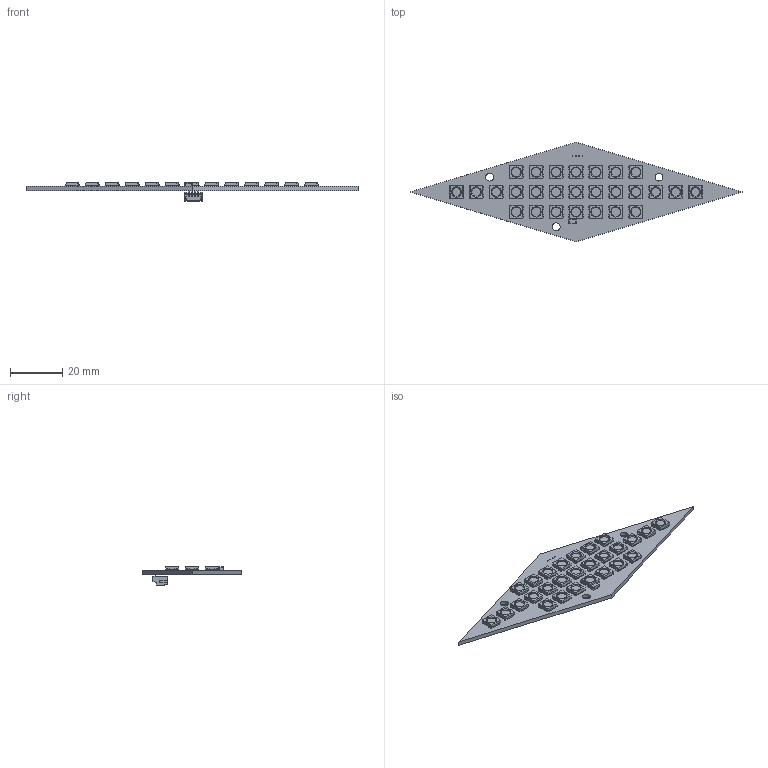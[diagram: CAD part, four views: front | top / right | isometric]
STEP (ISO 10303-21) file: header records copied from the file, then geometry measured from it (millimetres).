
FILE_DESCRIPTION(('for SolidWorks'),'2;1');
FILE_NAME( 'shera_ledboard.step', '2023-04-02T21:56:22',('eanthony'),(''), 'Open CASCADE STEP processor 6.6','DipTrace','Unknown');
FILE_SCHEMA(('AUTOMOTIVE_DESIGN { 1 0 10303 214 1 1 1 1 }'));
Length unit declared in the file: millimetre
Products named in the file (5): PCB_shera_ledboard; Board_shera_ledboard; CAP_1206_M; 1655--3DModel-STEP-56544; 530480410
Assembly tree (30 placements, depth 2):
  PCB_shera_ledboard
    Board_shera_ledboard
    CAP_1206_M
    1655--3DModel-STEP-56544  x27
    530480410
Bounding box: 127 x 38.1 x 7.23 mm (x, y, z)
Volume: 3873.7 mm3; surface area: 8113.1 mm2
Topology: 5 solids, 140 shells, 2038 faces, 5019 edges, 3284 vertices
Faces by surface type: plane 1485, cylinder 459, cone 54, bspline 32, sphere 8
Full cylindrical faces by diameter (mm): 3.048 x3
Entity records: 10333 total; most frequent: CARTESIAN_POINT 2510, ORIENTED_EDGE 1494, DIRECTION 1395, EDGE_CURVE 747, LINE 625, VECTOR 625, VERTEX_POINT 476, AXIS2_PLACEMENT_3D 385
